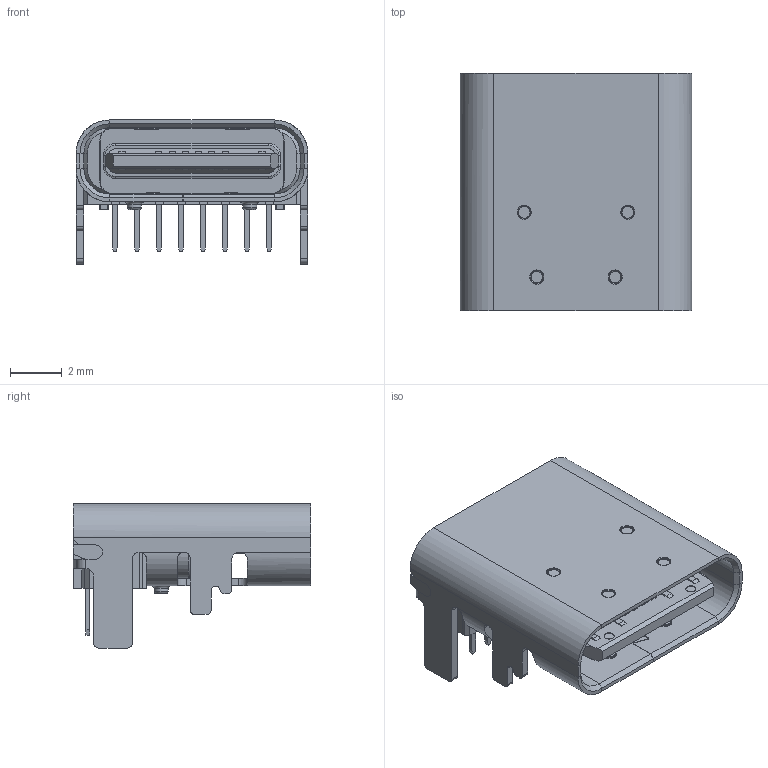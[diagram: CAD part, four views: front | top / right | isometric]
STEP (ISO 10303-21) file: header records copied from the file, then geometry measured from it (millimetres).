
FILE_DESCRIPTION(('FreeCAD Model'),'2;1');
FILE_NAME('USB_C_through_hole_USB4085_GF_v036_cp.step','2020-09-13T19:21:55',('kicad StepUp'),('ksu MCAD'), 'Open CASCADE STEP processor 7.3','FreeCAD','Unknown');
FILE_SCHEMA(('AUTOMOTIVE_DESIGN { 1 0 10303 214 1 1 1 1 }'));
Length unit declared in the file: millimetre
Products named in the file (1): USB_C_through_hole_USB4085_GF_v036_cp
Bounding box: 8.95 x 9.17 x 5.56 mm (x, y, z)
Volume: 168.6 mm3; surface area: 723.3 mm2
Topology: 35 solids, 35 shells, 892 faces, 2164 edges, 1394 vertices
Faces by surface type: plane 700, cylinder 136, torus 32, bspline 14, cone 10
Full cylindrical faces by diameter (mm): 0.4 x4, 0.55 x2
Entity records: 33178 total; most frequent: CARTESIAN_POINT 5829, ORIENTED_EDGE 4328, DIRECTION 4273, EDGE_CURVE 2164, LINE 1751, VECTOR 1751, VERTEX_POINT 1394, AXIS2_PLACEMENT_3D 1261
